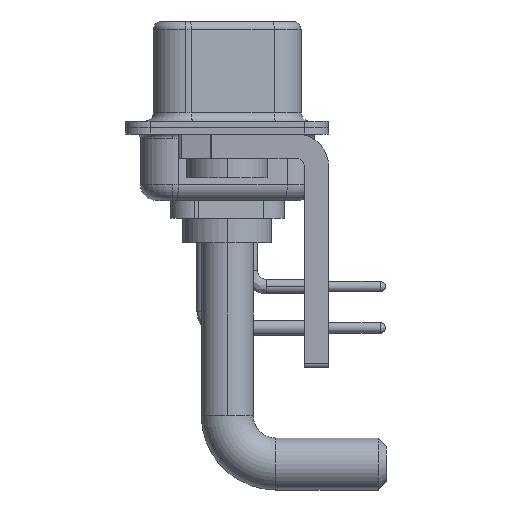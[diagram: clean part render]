
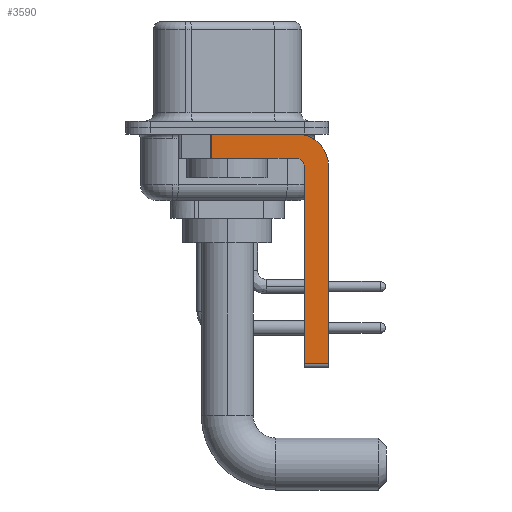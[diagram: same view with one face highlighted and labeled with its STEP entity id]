
A CAD part, left-side view. The second image highlights one B-rep face of the part: STEP entity #3590.
In plain terms, the highlighted planar face has unit normal (-1, 0, 0).
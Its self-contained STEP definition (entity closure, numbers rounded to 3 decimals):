
#199 = LINE ( 'NONE', #22563, #1358 ) ;
#742 = AXIS2_PLACEMENT_3D ( 'NONE', #26270, #3785, #4075 ) ;
#1146 = CARTESIAN_POINT ( 'NONE',  ( -2.9, 0.978, -0.4 ) ) ;
#1358 = VECTOR ( 'NONE', #7067, 1000. ) ;
#1797 = VECTOR ( 'NONE', #3361, 1000. ) ;
#3020 = CARTESIAN_POINT ( 'NONE',  ( -2.9, -4.25, -2.4 ) ) ;
#3113 = CIRCLE ( 'NONE', #19438, 0.5 ) ;
#3178 = DIRECTION ( 'NONE',  ( 0., 0., -1. ) ) ;
#3361 = DIRECTION ( 'NONE',  ( 0., 1., 0. ) ) ;
#3420 = EDGE_CURVE ( 'NONE', #14655, #13456, #19922, .T. ) ;
#3590 = ADVANCED_FACE ( 'NONE', ( #23172 ), #21131, .F. ) ;
#3785 = DIRECTION ( 'NONE',  ( 1., 0., 0. ) ) ;
#4075 = DIRECTION ( 'NONE',  ( 0., 0., -1. ) ) ;
#4123 = DIRECTION ( 'NONE',  ( 0., -1., 0. ) ) ;
#4312 = CARTESIAN_POINT ( 'NONE',  ( -2.9, -4.25, -2.4 ) ) ;
#4414 = ORIENTED_EDGE ( 'NONE', *, *, #18841, .T. ) ;
#5076 = DIRECTION ( 'NONE',  ( 0., 0., -1. ) ) ;
#5157 = VECTOR ( 'NONE', #3178, 1000. ) ;
#5551 = CARTESIAN_POINT ( 'NONE',  ( -2.9, -4.75, -2.4 ) ) ;
#6055 = LINE ( 'NONE', #27818, #14007 ) ;
#6211 = EDGE_CURVE ( 'NONE', #13456, #21108, #199, .T. ) ;
#6957 = ORIENTED_EDGE ( 'NONE', *, *, #3420, .F. ) ;
#7067 = DIRECTION ( 'NONE',  ( 0., 0., -1. ) ) ;
#7565 = CARTESIAN_POINT ( 'NONE',  ( -2.9, 0.978, -1.9 ) ) ;
#7598 = CARTESIAN_POINT ( 'NONE',  ( -2.9, -4.25, -1.9 ) ) ;
#7677 = VERTEX_POINT ( 'NONE', #5551 ) ;
#7916 = EDGE_CURVE ( 'NONE', #13160, #12814, #9330, .T. ) ;
#8410 = DIRECTION ( 'NONE',  ( 0., 0., 1. ) ) ;
#8758 = LINE ( 'NONE', #15480, #10413 ) ;
#8923 = CARTESIAN_POINT ( 'NONE',  ( -2.9, 0.978, -1.9 ) ) ;
#9330 = LINE ( 'NONE', #7565, #5157 ) ;
#9598 = DIRECTION ( 'NONE',  ( 1., 0., 0. ) ) ;
#10413 = VECTOR ( 'NONE', #17665, 1000. ) ;
#12553 = LINE ( 'NONE', #7598, #1797 ) ;
#12653 = CARTESIAN_POINT ( 'NONE',  ( -2.9, -6.25, -14.55 ) ) ;
#12814 = VERTEX_POINT ( 'NONE', #8923 ) ;
#13160 = VERTEX_POINT ( 'NONE', #1146 ) ;
#13221 = DIRECTION ( 'NONE',  ( -1., 0., 0. ) ) ;
#13456 = VERTEX_POINT ( 'NONE', #26068 ) ;
#14007 = VECTOR ( 'NONE', #21243, 1000. ) ;
#14655 = VERTEX_POINT ( 'NONE', #22475 ) ;
#15480 = CARTESIAN_POINT ( 'NONE',  ( -2.9, -4.25, -14.55 ) ) ;
#15516 = ORIENTED_EDGE ( 'NONE', *, *, #25876, .F. ) ;
#16811 = CARTESIAN_POINT ( 'NONE',  ( -2.9, -4.75, -14.55 ) ) ;
#17279 = ORIENTED_EDGE ( 'NONE', *, *, #26241, .F. ) ;
#17340 = ORIENTED_EDGE ( 'NONE', *, *, #7916, .T. ) ;
#17665 = DIRECTION ( 'NONE',  ( 0., -1., 0. ) ) ;
#18275 = CARTESIAN_POINT ( 'NONE',  ( -2.9, -4.25, -1.9 ) ) ;
#18436 = VERTEX_POINT ( 'NONE', #18275 ) ;
#18677 = VERTEX_POINT ( 'NONE', #16811 ) ;
#18841 = EDGE_CURVE ( 'NONE', #18677, #21108, #8758, .T. ) ;
#19119 = ORIENTED_EDGE ( 'NONE', *, *, #6211, .F. ) ;
#19257 = EDGE_LOOP ( 'NONE', ( #15516, #17340, #17279, #22604, #28543, #4414, #19119, #6957 ) ) ;
#19438 = AXIS2_PLACEMENT_3D ( 'NONE', #4312, #13221, #8410 ) ;
#19922 = CIRCLE ( 'NONE', #742, 2. ) ;
#20898 = VECTOR ( 'NONE', #4123, 1000. ) ;
#21108 = VERTEX_POINT ( 'NONE', #12653 ) ;
#21131 = PLANE ( 'NONE',  #27748 ) ;
#21243 = DIRECTION ( 'NONE',  ( 0., 0., 1. ) ) ;
#22475 = CARTESIAN_POINT ( 'NONE',  ( -2.9, -4.25, -0.4 ) ) ;
#22563 = CARTESIAN_POINT ( 'NONE',  ( -2.9, -6.25, -2.4 ) ) ;
#22604 = ORIENTED_EDGE ( 'NONE', *, *, #24487, .F. ) ;
#23172 = FACE_OUTER_BOUND ( 'NONE', #19257, .T. ) ;
#24415 = LINE ( 'NONE', #28503, #20898 ) ;
#24487 = EDGE_CURVE ( 'NONE', #7677, #18436, #3113, .T. ) ;
#25876 = EDGE_CURVE ( 'NONE', #13160, #14655, #24415, .T. ) ;
#26068 = CARTESIAN_POINT ( 'NONE',  ( -2.9, -6.25, -2.4 ) ) ;
#26241 = EDGE_CURVE ( 'NONE', #18436, #12814, #12553, .T. ) ;
#26270 = CARTESIAN_POINT ( 'NONE',  ( -2.9, -4.25, -2.4 ) ) ;
#27748 = AXIS2_PLACEMENT_3D ( 'NONE', #3020, #9598, #5076 ) ;
#27818 = CARTESIAN_POINT ( 'NONE',  ( -2.9, -4.75, -14.8 ) ) ;
#28503 = CARTESIAN_POINT ( 'NONE',  ( -2.9, 3., -0.4 ) ) ;
#28543 = ORIENTED_EDGE ( 'NONE', *, *, #28759, .F. ) ;
#28759 = EDGE_CURVE ( 'NONE', #18677, #7677, #6055, .T. ) ;
